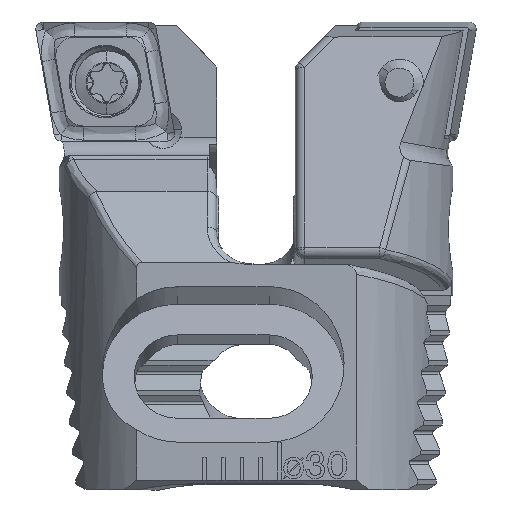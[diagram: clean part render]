
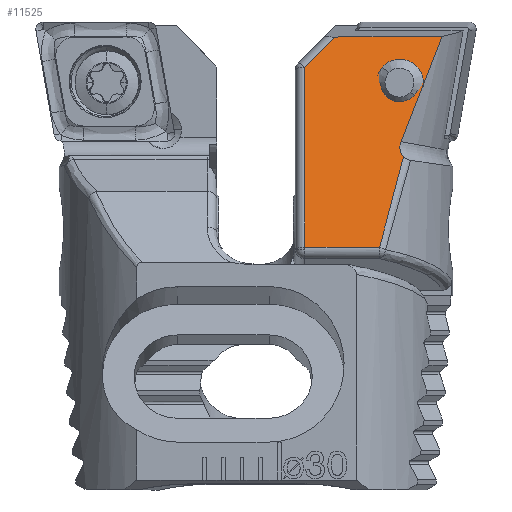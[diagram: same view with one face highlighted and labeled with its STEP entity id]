
A CAD part, top view. The second image highlights one B-rep face of the part: STEP entity #11525.
In plain terms, the highlighted face is planar.
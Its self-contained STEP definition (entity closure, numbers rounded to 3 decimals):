
#47 = VERTEX_POINT ( 'NONE', #11481 ) ;
#349 = CARTESIAN_POINT ( 'NONE',  ( 2.522, -2.801, -5.3 ) ) ;
#383 = CARTESIAN_POINT ( 'NONE',  ( 4.689, -10.565, -7.38 ) ) ;
#399 =( BOUNDED_CURVE ( )  B_SPLINE_CURVE ( 3, ( #11553, #10530, #349, #7472 ),
 .UNSPECIFIED., .F., .T. ) 
 B_SPLINE_CURVE_WITH_KNOTS ( ( 4, 4 ),
 ( 3.989, 4.202 ),
 .UNSPECIFIED. ) 
 CURVE ( )  GEOMETRIC_REPRESENTATION_ITEM ( )  RATIONAL_B_SPLINE_CURVE ( ( 1., 0.996, 0.996, 1. ) ) 
 REPRESENTATION_ITEM ( '' )  );
#498 = ORIENTED_EDGE ( 'NONE', *, *, #9310, .T. ) ;
#596 = DIRECTION ( 'NONE',  ( 0., -0.259, 0.966 ) ) ;
#838 = CARTESIAN_POINT ( 'NONE',  ( 9.15, -12.022, -7.771 ) ) ;
#940 = CARTESIAN_POINT ( 'NONE',  ( 3.878, -7.185, -6.475 ) ) ;
#1117 = ORIENTED_EDGE ( 'NONE', *, *, #12214, .T. ) ;
#1229 = FACE_OUTER_BOUND ( 'NONE', #11965, .T. ) ;
#1969 = CARTESIAN_POINT ( 'NONE',  ( 4.089, -6.674, -6.338 ) ) ;
#2324 =( BOUNDED_CURVE ( )  B_SPLINE_CURVE ( 3, ( #12181, #6011, #13180, #7057 ),
 .UNSPECIFIED., .F., .F. ) 
 B_SPLINE_CURVE_WITH_KNOTS ( ( 4, 4 ),
 ( 4.519, 7.661 ),
 .UNSPECIFIED. ) 
 CURVE ( )  GEOMETRIC_REPRESENTATION_ITEM ( )  RATIONAL_B_SPLINE_CURVE ( ( 1., 0.333, 0.333, 1. ) ) 
 REPRESENTATION_ITEM ( '' )  );
#2443 = CARTESIAN_POINT ( 'NONE',  ( 5.156, -12.022, -7.771 ) ) ;
#2773 = CARTESIAN_POINT ( 'NONE',  ( 3.078, -5.292, -5.967 ) ) ;
#2864 = ORIENTED_EDGE ( 'NONE', *, *, #8455, .T. ) ;
#2987 = CARTESIAN_POINT ( 'NONE',  ( 4.01, -6.401, -6.264 ) ) ;
#3091 = EDGE_CURVE ( 'NONE', #11791, #47, #12088, .T. ) ;
#3436 = CARTESIAN_POINT ( 'NONE',  ( 4.262, -8.948, -6.947 ) ) ;
#3555 = LINE ( 'NONE', #5041, #6240 ) ;
#4311 = ORIENTED_EDGE ( 'NONE', *, *, #3091, .F. ) ;
#4632 = ORIENTED_EDGE ( 'NONE', *, *, #7580, .T. ) ;
#4667 = CARTESIAN_POINT ( 'NONE',  ( 23.244, -0.914, -4.794 ) ) ;
#4706 = DIRECTION ( 'NONE',  ( -1., 0.007, 0.002 ) ) ;
#4733 = VERTEX_POINT ( 'NONE', #838 ) ;
#4759 = VECTOR ( 'NONE', #12262, 1000. ) ;
#4780 = CARTESIAN_POINT ( 'NONE',  ( 9.15, -0.004, -4.551 ) ) ;
#4801 = CARTESIAN_POINT ( 'NONE',  ( 5.102, -3.242, -5.418 ) ) ;
#5041 = CARTESIAN_POINT ( 'NONE',  ( 14.706, -7.975, -6.686 ) ) ;
#5437 = VERTEX_POINT ( 'NONE', #7939 ) ;
#5748 = ORIENTED_EDGE ( 'NONE', *, *, #8227, .T. ) ;
#6011 = CARTESIAN_POINT ( 'NONE',  ( 5.074, -1.192, -4.869 ) ) ;
#6060 = DIRECTION ( 'NONE',  ( 0.695, -0.695, -0.186 ) ) ;
#6240 = VECTOR ( 'NONE', #6060, 1000. ) ;
#6382 = CARTESIAN_POINT ( 'NONE',  ( 4.01, -6.401, -6.264 ) ) ;
#6622 = EDGE_CURVE ( 'NONE', #5437, #7153, #2324, .T. ) ;
#6652 = VERTEX_POINT ( 'NONE', #10165 ) ;
#6674 = EDGE_CURVE ( 'NONE', #11791, #9278, #3555, .T. ) ;
#6682 = CARTESIAN_POINT ( 'NONE',  ( 23.25, -0.004, -4.551 ) ) ;
#6772 = CARTESIAN_POINT ( 'NONE',  ( 3.05, -3.242, -5.418 ) ) ;
#7036 = CARTESIAN_POINT ( 'NONE',  ( 3.972, -7.08, -6.446 ) ) ;
#7057 = CARTESIAN_POINT ( 'NONE',  ( 3.05, -3.242, -5.418 ) ) ;
#7153 = VERTEX_POINT ( 'NONE', #6772 ) ;
#7344 = CARTESIAN_POINT ( 'NONE',  ( 7.54, -0.809, -4.766 ) ) ;
#7472 = CARTESIAN_POINT ( 'NONE',  ( 1.821, -0.771, -4.756 ) ) ;
#7580 = EDGE_CURVE ( 'NONE', #9278, #4733, #10260, .T. ) ;
#7754 = DIRECTION ( 'NONE',  ( 0., -0.966, -0.259 ) ) ;
#7939 = CARTESIAN_POINT ( 'NONE',  ( 5.102, -3.242, -5.418 ) ) ;
#8109 = CARTESIAN_POINT ( 'NONE',  ( 4.041, -6.95, -6.412 ) ) ;
#8156 = LINE ( 'NONE', #9236, #4759 ) ;
#8158 = ORIENTED_EDGE ( 'NONE', *, *, #6622, .T. ) ;
#8227 = EDGE_CURVE ( 'NONE', #12937, #9743, #12303, .T. ) ;
#8455 = EDGE_CURVE ( 'NONE', #7153, #5437, #9783, .T. ) ;
#8482 =( BOUNDED_CURVE ( )  B_SPLINE_CURVE ( 3, ( #2443, #383, #3436, #10619 ),
 .UNSPECIFIED., .F., .F. ) 
 B_SPLINE_CURVE_WITH_KNOTS ( ( 4, 4 ),
 ( 3.838, 4.03 ),
 .UNSPECIFIED. ) 
 CURVE ( )  GEOMETRIC_REPRESENTATION_ITEM ( )  RATIONAL_B_SPLINE_CURVE ( ( 1., 0.997, 0.997, 1. ) ) 
 REPRESENTATION_ITEM ( '' )  );
#8539 = CARTESIAN_POINT ( 'NONE',  ( 9.15, -2.419, -5.198 ) ) ;
#8752 = PLANE ( 'NONE',  #11249 ) ;
#9126 = EDGE_CURVE ( 'NONE', #4733, #6652, #8156, .T. ) ;
#9128 = CARTESIAN_POINT ( 'NONE',  ( 4.068, -6.53, -6.299 ) ) ;
#9236 = CARTESIAN_POINT ( 'NONE',  ( 23.25, -12.022, -7.771 ) ) ;
#9278 = VERTEX_POINT ( 'NONE', #8539 ) ;
#9310 = EDGE_CURVE ( 'NONE', #6652, #12937, #8482, .T. ) ;
#9391 = FACE_BOUND ( 'NONE', #10696, .T. ) ;
#9634 = VECTOR ( 'NONE', #12965, 1000. ) ;
#9743 = VERTEX_POINT ( 'NONE', #6382 ) ;
#9783 =( BOUNDED_CURVE ( )  B_SPLINE_CURVE ( 3, ( #9922, #2773, #10943, #4801 ),
 .UNSPECIFIED., .F., .F. ) 
 B_SPLINE_CURVE_WITH_KNOTS ( ( 4, 4 ),
 ( 1.378, 4.519 ),
 .UNSPECIFIED. ) 
 CURVE ( )  GEOMETRIC_REPRESENTATION_ITEM ( )  RATIONAL_B_SPLINE_CURVE ( ( 1., 0.333, 0.333, 1. ) ) 
 REPRESENTATION_ITEM ( '' )  );
#9922 = CARTESIAN_POINT ( 'NONE',  ( 3.05, -3.242, -5.418 ) ) ;
#10165 = CARTESIAN_POINT ( 'NONE',  ( 5.156, -12.022, -7.771 ) ) ;
#10260 = LINE ( 'NONE', #4780, #9634 ) ;
#10530 = CARTESIAN_POINT ( 'NONE',  ( 3.255, -4.684, -5.805 ) ) ;
#10619 = CARTESIAN_POINT ( 'NONE',  ( 3.878, -7.185, -6.475 ) ) ;
#10696 = EDGE_LOOP ( 'NONE', ( #8158, #2864 ) ) ;
#10943 = CARTESIAN_POINT ( 'NONE',  ( 5.131, -5.292, -5.967 ) ) ;
#10979 = CARTESIAN_POINT ( 'NONE',  ( 3.878, -7.185, -6.475 ) ) ;
#11133 = VECTOR ( 'NONE', #4706, 1000. ) ;
#11249 = AXIS2_PLACEMENT_3D ( 'NONE', #6682, #596, #7754 ) ;
#11481 = CARTESIAN_POINT ( 'NONE',  ( 1.821, -0.771, -4.756 ) ) ;
#11525 = ADVANCED_FACE ( 'NONE', ( #9391, #1229 ), #8752, .F. ) ;
#11553 = CARTESIAN_POINT ( 'NONE',  ( 4.01, -6.401, -6.264 ) ) ;
#11791 = VERTEX_POINT ( 'NONE', #7344 ) ;
#11965 = EDGE_LOOP ( 'NONE', ( #5748, #1117, #4311, #12134, #4632, #12943, #498 ) ) ;
#12088 = LINE ( 'NONE', #4667, #11133 ) ;
#12134 = ORIENTED_EDGE ( 'NONE', *, *, #6674, .T. ) ;
#12181 = CARTESIAN_POINT ( 'NONE',  ( 5.102, -3.242, -5.418 ) ) ;
#12214 = EDGE_CURVE ( 'NONE', #9743, #47, #399, .T. ) ;
#12262 = DIRECTION ( 'NONE',  ( -1., 0., 0. ) ) ;
#12303 = B_SPLINE_CURVE_WITH_KNOTS ( 'NONE', 3,
 ( #940, #7036, #8109, #1969, #9128, #2987 ),
 .UNSPECIFIED., .F., .F.,
 ( 4, 2, 4 ),
 ( 0.003, 0.004, 0.004 ),
 .UNSPECIFIED. ) ;
#12937 = VERTEX_POINT ( 'NONE', #10979 ) ;
#12943 = ORIENTED_EDGE ( 'NONE', *, *, #9126, .T. ) ;
#12965 = DIRECTION ( 'NONE',  ( 0., -0.966, -0.259 ) ) ;
#13180 = CARTESIAN_POINT ( 'NONE',  ( 3.021, -1.192, -4.869 ) ) ;
